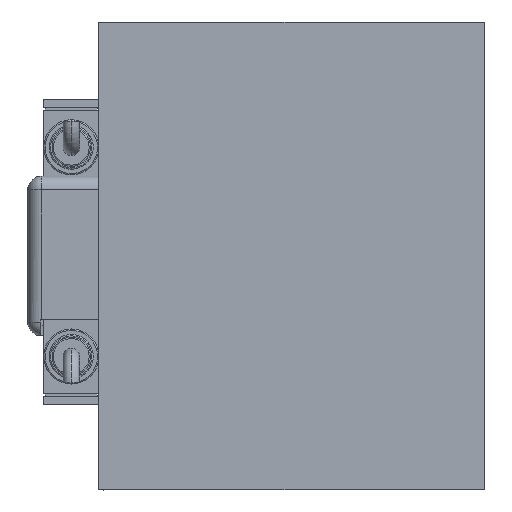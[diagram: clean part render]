
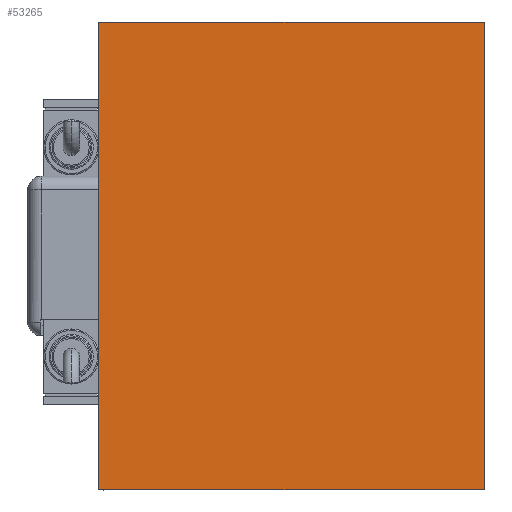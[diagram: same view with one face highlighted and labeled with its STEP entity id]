
A CAD part, left-side view. The second image highlights one B-rep face of the part: STEP entity #53265.
In plain terms, the highlighted face is planar.
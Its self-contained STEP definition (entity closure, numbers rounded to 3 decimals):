
#394 = VECTOR ( 'NONE', #56200, 1000. ) ;
#2661 = VERTEX_POINT ( 'NONE', #2991 ) ;
#2663 = CARTESIAN_POINT ( 'NONE',  ( 155., 0., 0. ) ) ;
#2806 = LINE ( 'NONE', #53745, #394 ) ;
#2991 = CARTESIAN_POINT ( 'NONE',  ( 155., 69.7, 85. ) ) ;
#4643 = CARTESIAN_POINT ( 'NONE',  ( 155., -70., 85. ) ) ;
#5361 = CARTESIAN_POINT ( 'NONE',  ( 155., -77.35, -77.35 ) ) ;
#6469 = LINE ( 'NONE', #6758, #17547 ) ;
#6758 = CARTESIAN_POINT ( 'NONE',  ( 155., 70., 85. ) ) ;
#8741 = VERTEX_POINT ( 'NONE', #41680 ) ;
#9422 = VECTOR ( 'NONE', #24459, 1000. ) ;
#9651 = CARTESIAN_POINT ( 'NONE',  ( 155., 77.35, -77.35 ) ) ;
#9739 = DIRECTION ( 'NONE',  ( 0., -0.707, -0.707 ) ) ;
#10310 = LINE ( 'NONE', #28311, #9422 ) ;
#10413 = LINE ( 'NONE', #36096, #51447 ) ;
#11699 = EDGE_CURVE ( 'NONE', #44659, #38379, #18603, .T. ) ;
#12749 = VERTEX_POINT ( 'NONE', #49871 ) ;
#13235 = ORIENTED_EDGE ( 'NONE', *, *, #43600, .T. ) ;
#16206 = VERTEX_POINT ( 'NONE', #43638 ) ;
#16588 = EDGE_CURVE ( 'NONE', #16206, #12749, #10413, .T. ) ;
#17547 = VECTOR ( 'NONE', #47469, 1000. ) ;
#18603 = LINE ( 'NONE', #36600, #57879 ) ;
#18859 = CARTESIAN_POINT ( 'NONE',  ( 155., -70., -84.7 ) ) ;
#19503 = DIRECTION ( 'NONE',  ( 1., 0., 0. ) ) ;
#20503 = EDGE_CURVE ( 'NONE', #8741, #16206, #54783, .T. ) ;
#20922 = CARTESIAN_POINT ( 'NONE',  ( 155., -69.7, 85. ) ) ;
#23052 = ORIENTED_EDGE ( 'NONE', *, *, #20503, .T. ) ;
#23365 = DIRECTION ( 'NONE',  ( 0., 0.707, -0.707 ) ) ;
#23931 = VECTOR ( 'NONE', #46512, 1000. ) ;
#24264 = VECTOR ( 'NONE', #53914, 1000. ) ;
#24459 = DIRECTION ( 'NONE',  ( 0., -0.707, 0.707 ) ) ;
#28311 = CARTESIAN_POINT ( 'NONE',  ( 155., 77.35, 77.35 ) ) ;
#29382 = VERTEX_POINT ( 'NONE', #53767 ) ;
#31238 = ORIENTED_EDGE ( 'NONE', *, *, #53051, .T. ) ;
#32219 = LINE ( 'NONE', #5361, #45759 ) ;
#32317 = ORIENTED_EDGE ( 'NONE', *, *, #11699, .T. ) ;
#33359 = PLANE ( 'NONE',  #53177 ) ;
#33456 = VERTEX_POINT ( 'NONE', #18859 ) ;
#33494 = ORIENTED_EDGE ( 'NONE', *, *, #56743, .T. ) ;
#33753 = EDGE_CURVE ( 'NONE', #38379, #33456, #45351, .T. ) ;
#36096 = CARTESIAN_POINT ( 'NONE',  ( 155., 70., -85. ) ) ;
#36600 = CARTESIAN_POINT ( 'NONE',  ( 155., -77.35, 77.35 ) ) ;
#38244 = EDGE_LOOP ( 'NONE', ( #31238, #23052, #58109, #13235, #58270, #32317, #54990, #33494 ) ) ;
#38379 = VERTEX_POINT ( 'NONE', #40746 ) ;
#40746 = CARTESIAN_POINT ( 'NONE',  ( 155., -70., 84.7 ) ) ;
#41680 = CARTESIAN_POINT ( 'NONE',  ( 155., 69.7, -85. ) ) ;
#42489 = FACE_OUTER_BOUND ( 'NONE', #38244, .T. ) ;
#43600 = EDGE_CURVE ( 'NONE', #12749, #2661, #10310, .T. ) ;
#43638 = CARTESIAN_POINT ( 'NONE',  ( 155., 70., -84.7 ) ) ;
#44659 = VERTEX_POINT ( 'NONE', #20922 ) ;
#45351 = LINE ( 'NONE', #4643, #24264 ) ;
#45759 = VECTOR ( 'NONE', #23365, 1000. ) ;
#45820 = DIRECTION ( 'NONE',  ( 0., 0., 1. ) ) ;
#46512 = DIRECTION ( 'NONE',  ( 0., 0.707, 0.707 ) ) ;
#47469 = DIRECTION ( 'NONE',  ( 0., -1., 0. ) ) ;
#49871 = CARTESIAN_POINT ( 'NONE',  ( 155., 70., 84.7 ) ) ;
#51447 = VECTOR ( 'NONE', #45820, 1000. ) ;
#51644 = DIRECTION ( 'NONE',  ( 0., 0., -1. ) ) ;
#53051 = EDGE_CURVE ( 'NONE', #29382, #8741, #2806, .T. ) ;
#53177 = AXIS2_PLACEMENT_3D ( 'NONE', #2663, #19503, #51644 ) ;
#53265 = ADVANCED_FACE ( 'NONE', ( #42489 ), #33359, .T. ) ;
#53745 = CARTESIAN_POINT ( 'NONE',  ( 155., -70., -85. ) ) ;
#53767 = CARTESIAN_POINT ( 'NONE',  ( 155., -69.7, -85. ) ) ;
#53914 = DIRECTION ( 'NONE',  ( 0., 0., -1. ) ) ;
#54783 = LINE ( 'NONE', #9651, #23931 ) ;
#54990 = ORIENTED_EDGE ( 'NONE', *, *, #33753, .T. ) ;
#56200 = DIRECTION ( 'NONE',  ( 0., 1., 0. ) ) ;
#56743 = EDGE_CURVE ( 'NONE', #33456, #29382, #32219, .T. ) ;
#57729 = EDGE_CURVE ( 'NONE', #2661, #44659, #6469, .T. ) ;
#57879 = VECTOR ( 'NONE', #9739, 1000. ) ;
#58109 = ORIENTED_EDGE ( 'NONE', *, *, #16588, .T. ) ;
#58270 = ORIENTED_EDGE ( 'NONE', *, *, #57729, .T. ) ;
